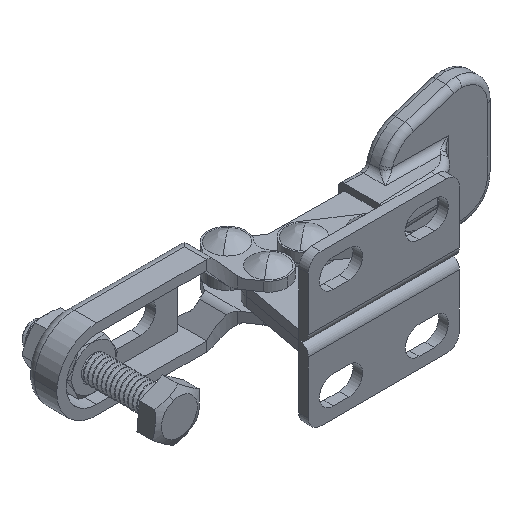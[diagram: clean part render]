
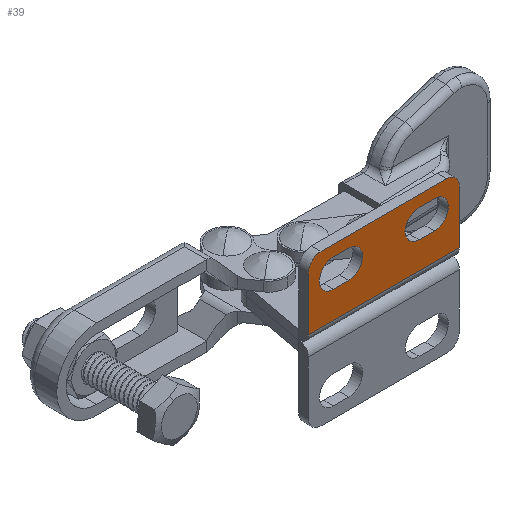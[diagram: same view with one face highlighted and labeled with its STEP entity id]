
A CAD part, isometric view. The second image highlights one B-rep face of the part: STEP entity #39.
In plain terms, the highlighted planar face has unit normal (0, -1, 0).
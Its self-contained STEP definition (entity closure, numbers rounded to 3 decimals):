
#2 = EDGE_CURVE ( 'NONE', #11, #14, #33588, .T. ) ;
#11 = VERTEX_POINT ( 'NONE', #33598 ) ;
#14 = VERTEX_POINT ( 'NONE', #33572 ) ;
#39 = ADVANCED_FACE ( 'NONE', ( #33660, #33657, #33651 ), #33606, .F. ) ;
#41 = VERTEX_POINT ( 'NONE', #33658 ) ;
#43 = ORIENTED_EDGE ( 'NONE', *, *, #46, .T. ) ;
#45 = ORIENTED_EDGE ( 'NONE', *, *, #58, .T. ) ;
#46 = EDGE_CURVE ( 'NONE', #41, #29997, #33640, .T. ) ;
#47 = EDGE_CURVE ( 'NONE', #30005, #48, #33635, .T. ) ;
#48 = VERTEX_POINT ( 'NONE', #33694 ) ;
#49 = EDGE_CURVE ( 'NONE', #48, #54, #33639, .T. ) ;
#50 = ORIENTED_EDGE ( 'NONE', *, *, #30098, .T. ) ;
#51 = VERTEX_POINT ( 'NONE', #33690 ) ;
#53 = ORIENTED_EDGE ( 'NONE', *, *, #47, .T. ) ;
#54 = VERTEX_POINT ( 'NONE', #33693 ) ;
#57 = ORIENTED_EDGE ( 'NONE', *, *, #49, .T. ) ;
#58 = EDGE_CURVE ( 'NONE', #54, #41, #33682, .T. ) ;
#59 = EDGE_LOOP ( 'NONE', ( #45, #43, #33957, #53, #57 ) ) ;
#60 = EDGE_CURVE ( 'NONE', #65, #34448, #33688, .T. ) ;
#61 = ORIENTED_EDGE ( 'NONE', *, *, #2, .F. ) ;
#62 = ORIENTED_EDGE ( 'NONE', *, *, #34411, .T. ) ;
#63 = ORIENTED_EDGE ( 'NONE', *, *, #60, .T. ) ;
#64 = EDGE_CURVE ( 'NONE', #65, #70, #33678, .T. ) ;
#65 = VERTEX_POINT ( 'NONE', #33672 ) ;
#66 = ORIENTED_EDGE ( 'NONE', *, *, #64, .F. ) ;
#70 = VERTEX_POINT ( 'NONE', #33689 ) ;
#75 = ORIENTED_EDGE ( 'NONE', *, *, #30017, .T. ) ;
#76 = EDGE_CURVE ( 'NONE', #20537, #125, #33733, .T. ) ;
#77 = EDGE_CURVE ( 'NONE', #11, #70, #33736, .T. ) ;
#78 = EDGE_LOOP ( 'NONE', ( #61, #81, #66, #63, #62, #129 ) ) ;
#80 = EDGE_CURVE ( 'NONE', #125, #51, #33734, .T. ) ;
#81 = ORIENTED_EDGE ( 'NONE', *, *, #77, .T. ) ;
#83 = VERTEX_POINT ( 'NONE', #33701 ) ;
#121 = EDGE_CURVE ( 'NONE', #83, #29982, #33829, .T. ) ;
#122 = ORIENTED_EDGE ( 'NONE', *, *, #121, .T. ) ;
#123 = ORIENTED_EDGE ( 'NONE', *, *, #80, .T. ) ;
#125 = VERTEX_POINT ( 'NONE', #33788 ) ;
#128 = EDGE_CURVE ( 'NONE', #34415, #14, #33820, .T. ) ;
#129 = ORIENTED_EDGE ( 'NONE', *, *, #128, .T. ) ;
#135 = ORIENTED_EDGE ( 'NONE', *, *, #76, .T. ) ;
#894 = DIRECTION ( 'NONE',  ( -1., 0., 0. ) ) ;
#895 = VECTOR ( 'NONE', #894, 1000. ) ;
#896 = CARTESIAN_POINT ( 'NONE',  ( 0., 0., 5.75 ) ) ;
#897 = LINE ( 'NONE', #896, #895 ) ;
#6429 = AXIS2_PLACEMENT_3D ( 'NONE', #6523, #6522, #6521 ) ;
#6450 = CIRCLE ( 'NONE', #6429, 2.2 ) ;
#6521 = DIRECTION ( 'NONE',  ( -1., 0., 0. ) ) ;
#6522 = DIRECTION ( 'NONE',  ( 0., 1., 0. ) ) ;
#6523 = CARTESIAN_POINT ( 'NONE',  ( -19.85, 0., 7.95 ) ) ;
#16462 = DIRECTION ( 'NONE',  ( 0., 0., -1. ) ) ;
#16463 = VECTOR ( 'NONE', #16462, 1000. ) ;
#16464 = CARTESIAN_POINT ( 'NONE',  ( -23.8, 0., 1.5 ) ) ;
#16465 = LINE ( 'NONE', #16464, #16463 ) ;
#16471 = CARTESIAN_POINT ( 'NONE',  ( -23.8, 0., 1.5 ) ) ;
#16526 = CARTESIAN_POINT ( 'NONE',  ( -23.8, 0., 9.9 ) ) ;
#20537 = VERTEX_POINT ( 'NONE', #38895 ) ;
#29982 = VERTEX_POINT ( 'NONE', #39621 ) ;
#29997 = VERTEX_POINT ( 'NONE', #39560 ) ;
#30005 = VERTEX_POINT ( 'NONE', #39627 ) ;
#30017 = EDGE_CURVE ( 'NONE', #29982, #20537, #39668, .T. ) ;
#30080 = EDGE_LOOP ( 'NONE', ( #50, #122, #75, #135, #123 ) ) ;
#30098 = EDGE_CURVE ( 'NONE', #51, #83, #897, .T. ) ;
#31885 = EDGE_CURVE ( 'NONE', #29997, #30005, #6450, .T. ) ;
#33572 = CARTESIAN_POINT ( 'NONE',  ( 0., 0., 1.5 ) ) ;
#33585 = DIRECTION ( 'NONE',  ( 0., 0., -1. ) ) ;
#33586 = VECTOR ( 'NONE', #33585, 1000. ) ;
#33587 = CARTESIAN_POINT ( 'NONE',  ( 0., 0., 1.5 ) ) ;
#33588 = LINE ( 'NONE', #33587, #33586 ) ;
#33598 = CARTESIAN_POINT ( 'NONE',  ( 0., 0., 9.9 ) ) ;
#33605 = CARTESIAN_POINT ( 'NONE',  ( -19.85, 0., 7.95 ) ) ;
#33606 = PLANE ( 'NONE',  #33611 ) ;
#33611 = AXIS2_PLACEMENT_3D ( 'NONE', #33656, #33646, #33645 ) ;
#33634 = CARTESIAN_POINT ( 'NONE',  ( 0., 0., 10.15 ) ) ;
#33635 = LINE ( 'NONE', #33634, #33692 ) ;
#33639 = CIRCLE ( 'NONE', #33695, 2.2 ) ;
#33640 = CIRCLE ( 'NONE', #33661, 2.2 ) ;
#33645 = DIRECTION ( 'NONE',  ( -1., 0., 0. ) ) ;
#33646 = DIRECTION ( 'NONE',  ( 0., 1., 0. ) ) ;
#33651 = FACE_OUTER_BOUND ( 'NONE', #78, .T. ) ;
#33656 = CARTESIAN_POINT ( 'NONE',  ( 0., 0., 1.5 ) ) ;
#33657 = FACE_BOUND ( 'NONE', #30080, .T. ) ;
#33658 = CARTESIAN_POINT ( 'NONE',  ( -19.85, 0., 5.75 ) ) ;
#33660 = FACE_BOUND ( 'NONE', #59, .T. ) ;
#33661 = AXIS2_PLACEMENT_3D ( 'NONE', #33605, #33697, #33696 ) ;
#33669 = DIRECTION ( 'NONE',  ( 1., 0., 0. ) ) ;
#33670 = VECTOR ( 'NONE', #33669, 1000. ) ;
#33672 = CARTESIAN_POINT ( 'NONE',  ( -21.8, 0., 11.9 ) ) ;
#33673 = DIRECTION ( 'NONE',  ( -1., 0., 0. ) ) ;
#33674 = DIRECTION ( 'NONE',  ( 0., -1., 0. ) ) ;
#33675 = CARTESIAN_POINT ( 'NONE',  ( -21.8, 0., 9.9 ) ) ;
#33676 = AXIS2_PLACEMENT_3D ( 'NONE', #33675, #33674, #33673 ) ;
#33677 = CARTESIAN_POINT ( 'NONE',  ( -23.8, 0., 11.9 ) ) ;
#33678 = LINE ( 'NONE', #33677, #33670 ) ;
#33679 = DIRECTION ( 'NONE',  ( -1., 0., 0. ) ) ;
#33680 = VECTOR ( 'NONE', #33679, 1000. ) ;
#33681 = CARTESIAN_POINT ( 'NONE',  ( 0., 0., 5.75 ) ) ;
#33682 = LINE ( 'NONE', #33681, #33680 ) ;
#33684 = DIRECTION ( 'NONE',  ( -1., 0., 0. ) ) ;
#33685 = DIRECTION ( 'NONE',  ( 0., 1., 0. ) ) ;
#33686 = CARTESIAN_POINT ( 'NONE',  ( -17.45, 0., 7.95 ) ) ;
#33688 = CIRCLE ( 'NONE', #33676, 2. ) ;
#33689 = CARTESIAN_POINT ( 'NONE',  ( -2., 0., 11.9 ) ) ;
#33690 = CARTESIAN_POINT ( 'NONE',  ( -3.95, 0., 5.75 ) ) ;
#33691 = DIRECTION ( 'NONE',  ( 1., 0., 0. ) ) ;
#33692 = VECTOR ( 'NONE', #33691, 1000. ) ;
#33693 = CARTESIAN_POINT ( 'NONE',  ( -17.45, 0., 5.75 ) ) ;
#33694 = CARTESIAN_POINT ( 'NONE',  ( -17.45, 0., 10.15 ) ) ;
#33695 = AXIS2_PLACEMENT_3D ( 'NONE', #33686, #33685, #33684 ) ;
#33696 = DIRECTION ( 'NONE',  ( -1., 0., 0. ) ) ;
#33697 = DIRECTION ( 'NONE',  ( 0., 1., 0. ) ) ;
#33701 = CARTESIAN_POINT ( 'NONE',  ( -6.35, 0., 5.75 ) ) ;
#33706 = DIRECTION ( 'NONE',  ( -1., 0., 0. ) ) ;
#33707 = DIRECTION ( 'NONE',  ( 0., 1., 0. ) ) ;
#33709 = CARTESIAN_POINT ( 'NONE',  ( -3.95, 0., 7.95 ) ) ;
#33715 = DIRECTION ( 'NONE',  ( -1., 0., 0. ) ) ;
#33717 = DIRECTION ( 'NONE',  ( 0., -1., 0. ) ) ;
#33718 = AXIS2_PLACEMENT_3D ( 'NONE', #33730, #33717, #33715 ) ;
#33721 = DIRECTION ( 'NONE',  ( 1., 0., 0. ) ) ;
#33722 = VECTOR ( 'NONE', #33721, 1000. ) ;
#33730 = CARTESIAN_POINT ( 'NONE',  ( -2., 0., 9.9 ) ) ;
#33731 = AXIS2_PLACEMENT_3D ( 'NONE', #33709, #33707, #33706 ) ;
#33732 = CARTESIAN_POINT ( 'NONE',  ( 0., 0., 10.15 ) ) ;
#33733 = LINE ( 'NONE', #33732, #33722 ) ;
#33734 = CIRCLE ( 'NONE', #33731, 2.2 ) ;
#33736 = CIRCLE ( 'NONE', #33718, 2. ) ;
#33773 = AXIS2_PLACEMENT_3D ( 'NONE', #33819, #33818, #33817 ) ;
#33788 = CARTESIAN_POINT ( 'NONE',  ( -3.95, 0., 10.15 ) ) ;
#33811 = DIRECTION ( 'NONE',  ( 1., 0., 0. ) ) ;
#33812 = VECTOR ( 'NONE', #33811, 1000. ) ;
#33813 = CARTESIAN_POINT ( 'NONE',  ( 0., 0., 1.5 ) ) ;
#33817 = DIRECTION ( 'NONE',  ( -1., 0., 0. ) ) ;
#33818 = DIRECTION ( 'NONE',  ( 0., 1., 0. ) ) ;
#33819 = CARTESIAN_POINT ( 'NONE',  ( -6.35, 0., 7.95 ) ) ;
#33820 = LINE ( 'NONE', #33813, #33812 ) ;
#33829 = CIRCLE ( 'NONE', #33773, 2.2 ) ;
#33957 = ORIENTED_EDGE ( 'NONE', *, *, #31885, .T. ) ;
#34411 = EDGE_CURVE ( 'NONE', #34448, #34415, #16465, .T. ) ;
#34415 = VERTEX_POINT ( 'NONE', #16471 ) ;
#34448 = VERTEX_POINT ( 'NONE', #16526 ) ;
#38895 = CARTESIAN_POINT ( 'NONE',  ( -6.35, 0., 10.15 ) ) ;
#39560 = CARTESIAN_POINT ( 'NONE',  ( -22.05, 0., 7.95 ) ) ;
#39621 = CARTESIAN_POINT ( 'NONE',  ( -8.55, 0., 7.95 ) ) ;
#39627 = CARTESIAN_POINT ( 'NONE',  ( -19.85, 0., 10.15 ) ) ;
#39633 = CARTESIAN_POINT ( 'NONE',  ( -6.35, 0., 7.95 ) ) ;
#39661 = DIRECTION ( 'NONE',  ( -1., 0., 0. ) ) ;
#39662 = DIRECTION ( 'NONE',  ( 0., 1., 0. ) ) ;
#39668 = CIRCLE ( 'NONE', #39673, 2.2 ) ;
#39673 = AXIS2_PLACEMENT_3D ( 'NONE', #39633, #39662, #39661 ) ;
